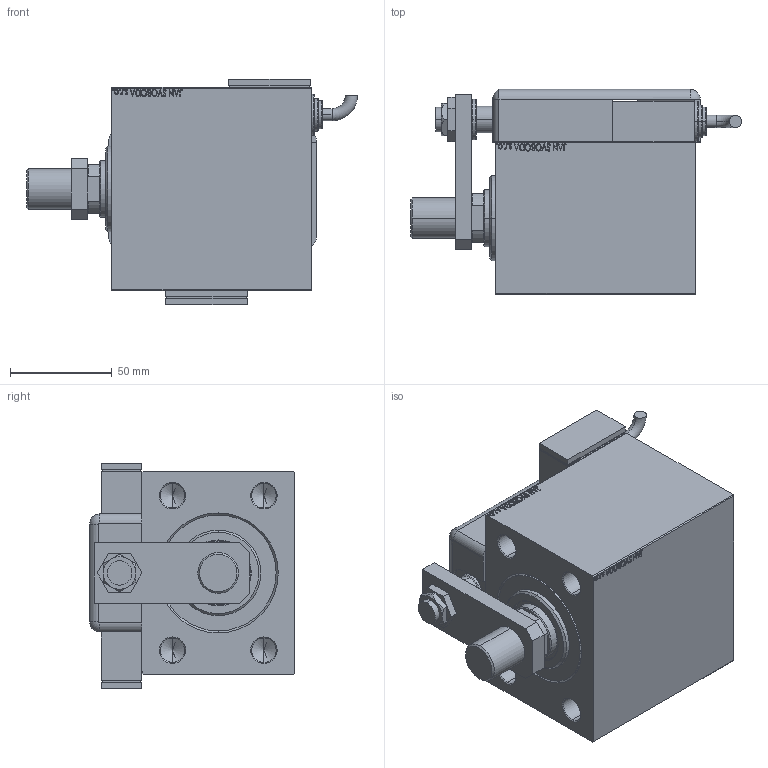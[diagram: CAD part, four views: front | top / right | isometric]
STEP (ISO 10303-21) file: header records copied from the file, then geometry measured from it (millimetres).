
FILE_DESCRIPTION (( 'STEP AP203' ), '1' );
FILE_NAME ('38ef.STEP', '2024-02-12T04:51:40', ( '' ), ( '' ), 'SwSTEP 2.0', 'SolidWorks 2019', '' );
FILE_SCHEMA (( 'CONFIG_CONTROL_DESIGN' ));
Length unit declared in the file: millimetre
Products named in the file (14): NUT_D13 e6f7d391bed5d37ea6473c7829b45416; V450CM_B_Body e6f7d391bed5d37ea6473c7829b45416; SWITCH_Q_FRONT_BACK e6f7d391bed5d37ea6473c7829b45416; V450CM_VC_B e6f7d391bed5d37ea6473c7829b45416; ZARAZKA_Q e6f7d391bed5d37ea6473c7829b45416; KRYT e6f7d391bed5d37ea6473c7829b45416; SWITCH DIM A_G e6f7d391bed5d37ea6473c7829b45416; V450CM_B_VCP e6f7d391bed5d37ea6473c7829b45416; NUT_D19 e6f7d391bed5d37ea6473c7829b45416; TYC e6f7d391bed5d37ea6473c7829b45416; MAGNETIC SWITCH Q e6f7d391bed5d37ea6473c7829b45416; SWITCH Q e6f7d391bed5d37ea6473c7829b45416; 38ef; V450CM_MALE_METRIC e6f7d391bed5d37ea6473c7829b45416
Assembly tree (14 placements, depth 3):
  38ef
    V450CM_B_Body e6f7d391bed5d37ea6473c7829b45416
    V450CM_B_VCP e6f7d391bed5d37ea6473c7829b45416
    V450CM_VC_B e6f7d391bed5d37ea6473c7829b45416
    V450CM_MALE_METRIC e6f7d391bed5d37ea6473c7829b45416
    MAGNETIC SWITCH Q e6f7d391bed5d37ea6473c7829b45416
      SWITCH_Q_FRONT_BACK e6f7d391bed5d37ea6473c7829b45416
      TYC e6f7d391bed5d37ea6473c7829b45416
      ZARAZKA_Q e6f7d391bed5d37ea6473c7829b45416
      SWITCH DIM A_G e6f7d391bed5d37ea6473c7829b45416
      NUT_D19 e6f7d391bed5d37ea6473c7829b45416
      NUT_D13 e6f7d391bed5d37ea6473c7829b45416
      KRYT e6f7d391bed5d37ea6473c7829b45416
      SWITCH Q e6f7d391bed5d37ea6473c7829b45416  x2
Bounding box: 162.76 x 100.8 x 111 mm (x, y, z)
Volume: 830395.3 mm3; surface area: 151676.9 mm2
Topology: 14 solids, 14 shells, 1282 faces, 3240 edges, 2119 vertices
Faces by surface type: plane 612, bspline 471, cylinder 115, cone 58, torus 24, sphere 2
Entity records: 60708 total; most frequent: CARTESIAN_POINT 32340, ORIENTED_EDGE 6252, DIRECTION 4032, EDGE_CURVE 3126, VERTEX_POINT 2059, LINE 1862, VECTOR 1862, EDGE_LOOP 1411
